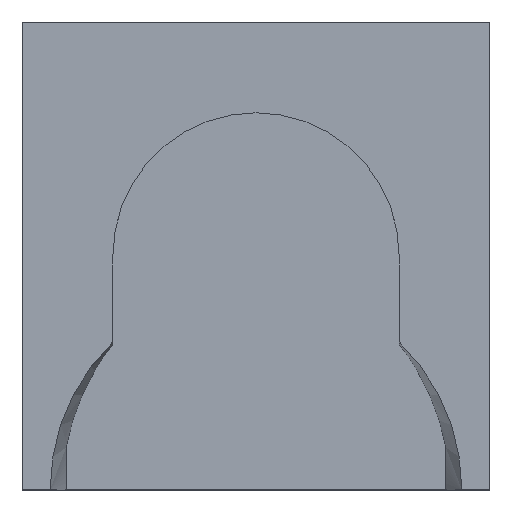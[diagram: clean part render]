
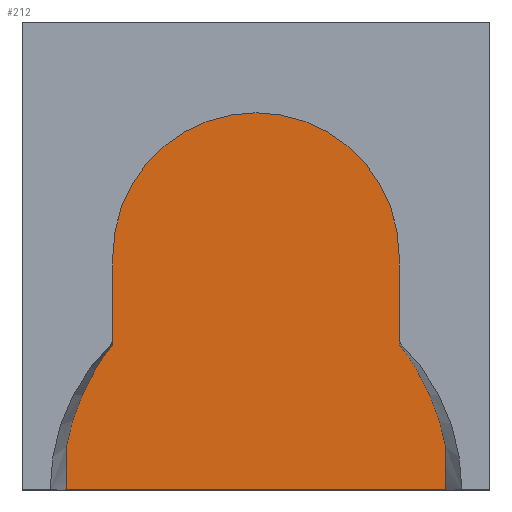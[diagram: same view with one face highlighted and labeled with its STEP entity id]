
A CAD part, top view. The second image highlights one B-rep face of the part: STEP entity #212.
In plain terms, the highlighted planar face has unit normal (0, 0, 1).
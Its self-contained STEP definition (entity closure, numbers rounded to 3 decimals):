
#43=CARTESIAN_POINT('',(234.759,-2.789,2.25));
#44=VERTEX_POINT('',#43);
#51=CARTESIAN_POINT('',(235.15,-8.,2.25));
#52=VERTEX_POINT('',#51);
#53=CARTESIAN_POINT('',(234.759,-2.789,2.25));
#54=DIRECTION('',(0.075,-0.997,0.));
#55=VECTOR('',#54,5.225);
#56=LINE('',#53,#55);
#57=EDGE_CURVE('',#44,#52,#56,.T.);
#81=CARTESIAN_POINT('',(214.85,-8.,2.25));
#82=VERTEX_POINT('',#81);
#83=CARTESIAN_POINT('',(215.241,-2.789,2.25));
#84=VERTEX_POINT('',#83);
#85=CARTESIAN_POINT('',(214.85,-8.,2.25));
#86=DIRECTION('',(0.075,0.997,0.));
#87=VECTOR('',#86,5.225);
#88=LINE('',#85,#87);
#89=EDGE_CURVE('',#82,#84,#88,.T.);
#130=CARTESIAN_POINT('',(214.85,-12.5,2.25));
#131=VERTEX_POINT('',#130);
#156=CARTESIAN_POINT('',(214.85,-8.,2.25));
#157=DIRECTION('',(0.,-1.,0.));
#158=VECTOR('',#157,4.5);
#159=LINE('',#156,#158);
#160=EDGE_CURVE('',#82,#131,#159,.T.);
#172=CARTESIAN_POINT('',(230.075,-0.,2.25));
#173=DIRECTION('',(0.,0.,-1.));
#174=DIRECTION('',(-1.,0.,0.));
#175=AXIS2_PLACEMENT_3D('',#172,#173,#174);
#176=PLANE('',#175);
#177=CARTESIAN_POINT('',(235.15,-12.5,2.25));
#178=VERTEX_POINT('',#177);
#179=CARTESIAN_POINT('',(214.85,-12.5,2.25));
#180=DIRECTION('',(1.,0.,-0.));
#181=VECTOR('',#180,20.3);
#182=LINE('',#179,#181);
#183=EDGE_CURVE('',#131,#178,#182,.T.);
#184=ORIENTED_EDGE('',*,*,#183,.T.);
#185=CARTESIAN_POINT('',(235.15,-8.,2.25));
#186=DIRECTION('',(0.,-1.,0.));
#187=VECTOR('',#186,4.5);
#188=LINE('',#185,#187);
#189=EDGE_CURVE('',#52,#178,#188,.T.);
#190=ORIENTED_EDGE('',*,*,#189,.F.);
#191=ORIENTED_EDGE('',*,*,#57,.F.);
#192=CARTESIAN_POINT('',(235.15,-0.,2.25));
#193=VERTEX_POINT('',#192);
#194=CARTESIAN_POINT('',(225.,-0.,2.25));
#195=DIRECTION('',(0.,0.,1.));
#196=DIRECTION('',(1.,0.,-0.));
#197=AXIS2_PLACEMENT_3D('',#194,#195,#196);
#198=CIRCLE('',#197,10.15);
#199=EDGE_CURVE('',#44,#193,#198,.T.);
#200=ORIENTED_EDGE('',*,*,#199,.T.);
#201=CARTESIAN_POINT('',(225.,-0.,2.25));
#202=DIRECTION('',(0.,0.,1.));
#203=DIRECTION('',(1.,0.,-0.));
#204=AXIS2_PLACEMENT_3D('',#201,#202,#203);
#205=CIRCLE('',#204,10.15);
#206=EDGE_CURVE('',#193,#84,#205,.T.);
#207=ORIENTED_EDGE('',*,*,#206,.T.);
#208=ORIENTED_EDGE('',*,*,#89,.F.);
#209=ORIENTED_EDGE('',*,*,#160,.T.);
#210=EDGE_LOOP('',(#184,#190,#191,#200,#207,#208,#209));
#211=FACE_BOUND('',#210,.T.);
#212=ADVANCED_FACE('',(#211),#176,.F.);
